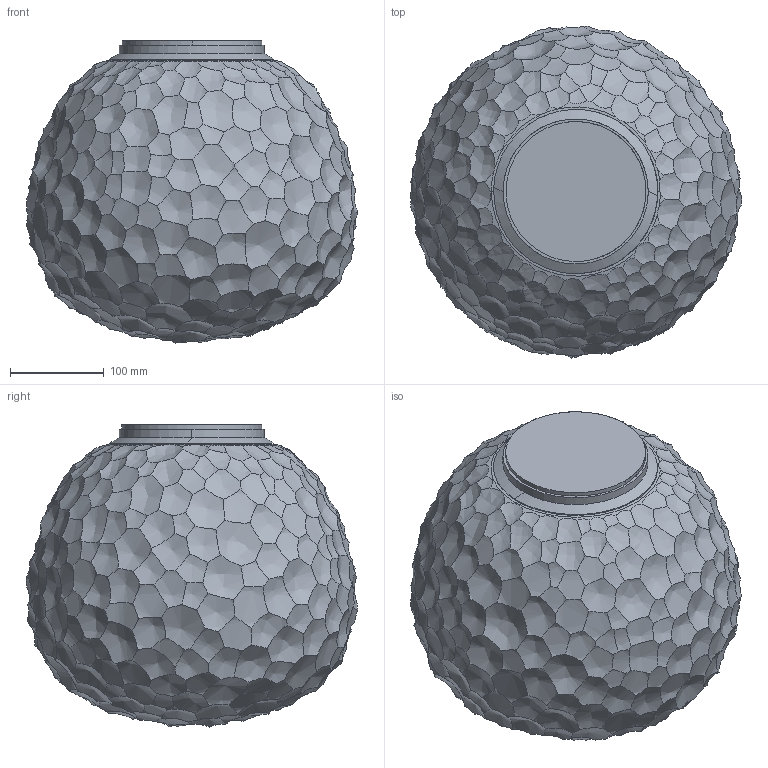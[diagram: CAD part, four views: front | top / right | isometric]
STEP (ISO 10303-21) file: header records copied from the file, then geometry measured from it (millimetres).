
FILE_DESCRIPTION(/* description */ (''),/* implementation_level */ '2;1');
FILE_NAME(/* name */ 'METEORITE 35 PARETE-PLAFONE',/* time_stamp */ '2015-03-12T18:23:28+01:00',/* author */ (''),/* organization */ (''),/* preprocessor_version */ 'ST-DEVELOPER v15',/* originating_system */ '',/* authorisation */ '');
FILE_SCHEMA (('AUTOMOTIVE_DESIGN'));
Length unit declared in the file: millimetre
Products named in the file (3): Document; (#3488) X109200022_A; (#3476) X109000038_-
Assembly tree (3 placements, depth 2):
  Document
    (#3488) X109200022_A  x2
    (#3476) X109000038_-
Bounding box: 354.73 x 354.83 x 323.06 mm (x, y, z)
Surface area: 404135.1 mm2 (no closed solid volume)
Topology: 0 solids, 417 shells, 421 faces, 2489 edges, 2481 vertices
Faces by surface type: bspline 419, plane 2
Entity records: 64319 total; most frequent: CARTESIAN_POINT 51740, ORIENTED_EDGE 2497, EDGE_CURVE 2489, VERTEX_POINT 2481, B_SPLINE_CURVE_WITH_KNOTS 2445, EDGE_LOOP 422, ADVANCED_FACE 421, FACE_OUTER_BOUND 421
